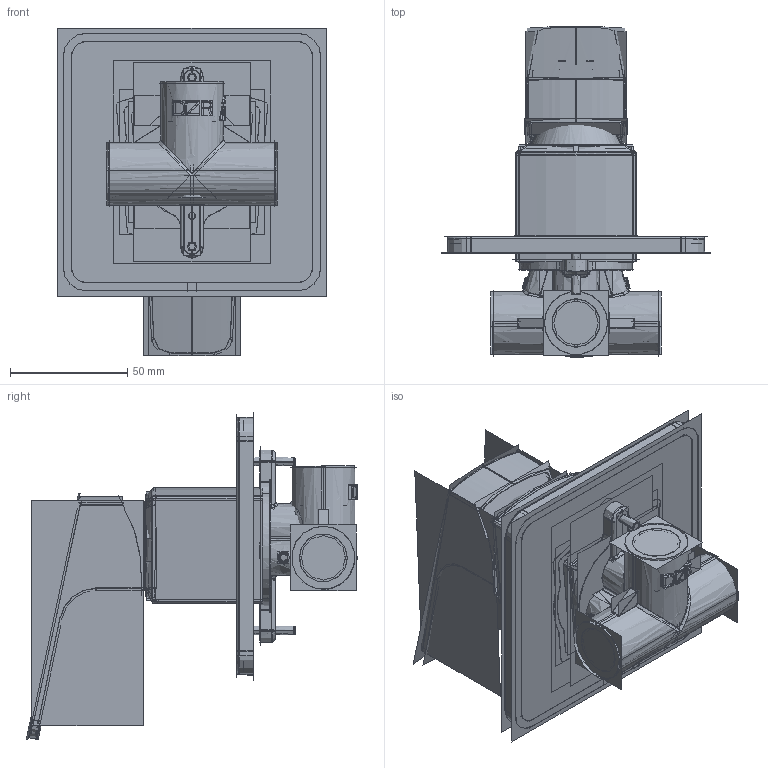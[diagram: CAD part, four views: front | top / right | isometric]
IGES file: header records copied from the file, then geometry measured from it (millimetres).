
Start section:  PTC IGES file: FFAS0422-709500BC0.igs
Global section: file name: FFAS0422-709500BC0.igs; native system: Creo Parametric by PTC Inc.; preprocessor: 2014440; author: 10114244; organization: Unknown; date: 20180803.142452; units: millimetre
Bounding box: 114.4 x 141.5 x 139.94 mm (x, y, z)
Volume: 570575.3 mm3; surface area: 2058704 mm2
Topology: 10 solids, 12 shells, 2690 faces, 17351 edges, 24644 vertices
Faces by surface type: bspline 1404, revolution 1236, extrusion 50
